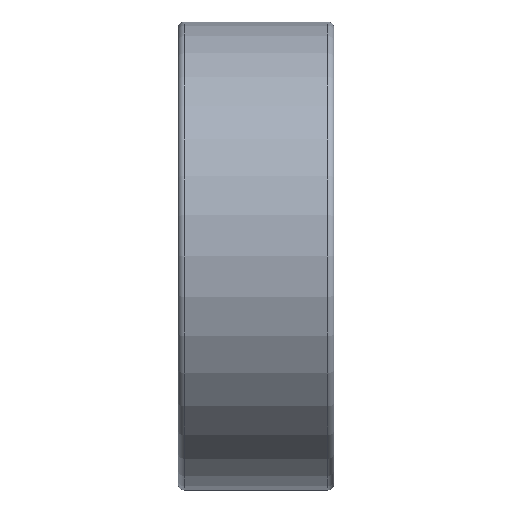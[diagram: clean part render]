
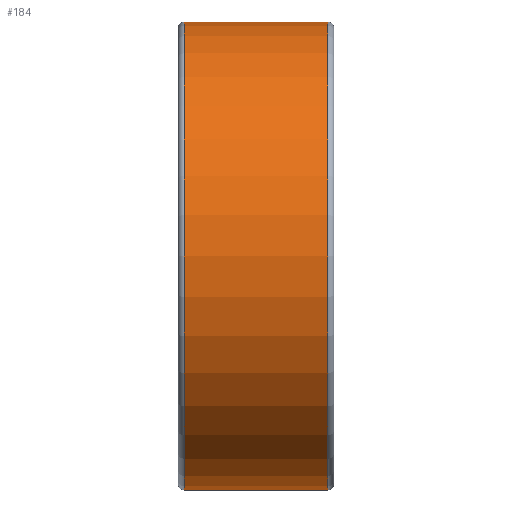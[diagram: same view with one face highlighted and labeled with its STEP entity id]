
A CAD part, front view. The second image highlights one B-rep face of the part: STEP entity #184.
In plain terms, the highlighted cylindrical face has radius 7.5 mm (diameter 15 mm), a partial arc.
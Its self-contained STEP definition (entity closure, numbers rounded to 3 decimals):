
#6 = CIRCLE ( 'NONE', #695, 7.5 ) ;
#14 = EDGE_CURVE ( 'NONE', #438, #565, #497, .T. ) ;
#34 = CIRCLE ( 'NONE', #656, 7.5 ) ;
#39 = DIRECTION ( 'NONE',  ( 0., 0., -1. ) ) ;
#60 = CARTESIAN_POINT ( 'NONE',  ( -2.3, 0., 7.5 ) ) ;
#110 = VECTOR ( 'NONE', #603, 1000. ) ;
#115 = EDGE_CURVE ( 'NONE', #224, #565, #6, .T. ) ;
#121 = CARTESIAN_POINT ( 'NONE',  ( 2.3, 0., -7.5 ) ) ;
#172 = CYLINDRICAL_SURFACE ( 'NONE', #654, 7.5 ) ;
#184 = ADVANCED_FACE ( 'NONE', ( #587 ), #172, .T. ) ;
#189 = LINE ( 'NONE', #429, #442 ) ;
#194 = ORIENTED_EDGE ( 'NONE', *, *, #669, .T. ) ;
#224 = VERTEX_POINT ( 'NONE', #422 ) ;
#344 = CARTESIAN_POINT ( 'NONE',  ( 2.3, 0., 0. ) ) ;
#356 = DIRECTION ( 'NONE',  ( 1., 0., 0. ) ) ;
#422 = CARTESIAN_POINT ( 'NONE',  ( 2.3, 0., 7.5 ) ) ;
#429 = CARTESIAN_POINT ( 'NONE',  ( -20.637, 0., 7.5 ) ) ;
#431 = ORIENTED_EDGE ( 'NONE', *, *, #14, .T. ) ;
#438 = VERTEX_POINT ( 'NONE', #637 ) ;
#442 = VECTOR ( 'NONE', #658, 1000. ) ;
#447 = ORIENTED_EDGE ( 'NONE', *, *, #765, .F. ) ;
#473 = DIRECTION ( 'NONE',  ( 0., 0., -1. ) ) ;
#497 = LINE ( 'NONE', #727, #110 ) ;
#507 = EDGE_LOOP ( 'NONE', ( #447, #194, #431, #600 ) ) ;
#539 = DIRECTION ( 'NONE',  ( 0., 0., -1. ) ) ;
#565 = VERTEX_POINT ( 'NONE', #121 ) ;
#575 = DIRECTION ( 'NONE',  ( 1., 0., 0. ) ) ;
#587 = FACE_OUTER_BOUND ( 'NONE', #507, .T. ) ;
#600 = ORIENTED_EDGE ( 'NONE', *, *, #115, .F. ) ;
#603 = DIRECTION ( 'NONE',  ( 1., 0., 0. ) ) ;
#637 = CARTESIAN_POINT ( 'NONE',  ( -2.3, 0., -7.5 ) ) ;
#638 = CARTESIAN_POINT ( 'NONE',  ( -2.3, 0., 0. ) ) ;
#650 = CARTESIAN_POINT ( 'NONE',  ( -20.637, 0., 0. ) ) ;
#654 = AXIS2_PLACEMENT_3D ( 'NONE', #650, #713, #473 ) ;
#656 = AXIS2_PLACEMENT_3D ( 'NONE', #638, #356, #539 ) ;
#658 = DIRECTION ( 'NONE',  ( 1., 0., 0. ) ) ;
#667 = VERTEX_POINT ( 'NONE', #60 ) ;
#669 = EDGE_CURVE ( 'NONE', #667, #438, #34, .T. ) ;
#695 = AXIS2_PLACEMENT_3D ( 'NONE', #344, #575, #39 ) ;
#713 = DIRECTION ( 'NONE',  ( 1., 0., 0. ) ) ;
#727 = CARTESIAN_POINT ( 'NONE',  ( -20.637, 0., -7.5 ) ) ;
#765 = EDGE_CURVE ( 'NONE', #667, #224, #189, .T. ) ;
